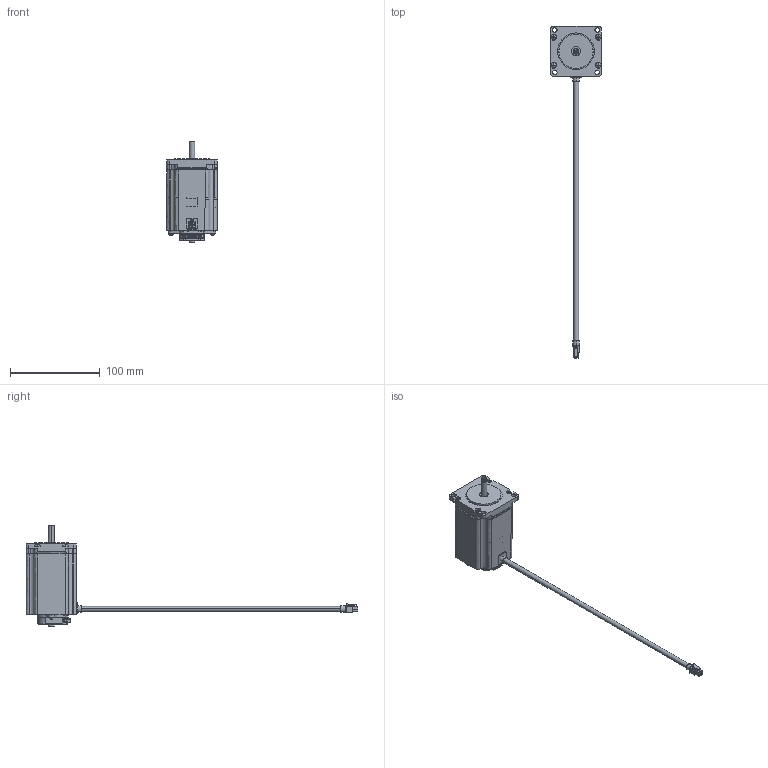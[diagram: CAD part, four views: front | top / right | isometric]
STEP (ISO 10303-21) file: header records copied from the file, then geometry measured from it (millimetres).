
FILE_DESCRIPTION (( 'STEP AP214' ), '1' );
FILE_NAME ('STP-MTRH-23079E.STEP', '2018-08-16T14:57:03', ( '' ), ( '' ), 'SwSTEP 2.0', 'SolidWorks 2017', '' );
FILE_SCHEMA (( 'AUTOMOTIVE_DESIGN' ));
Length unit declared in the file: inch
Products named in the file (1): STP-MTRH-23079E
Bounding box: 56.06 x 368.88 x 112.33 mm (x, y, z)
Volume: 217257.1 mm3; surface area: 49382 mm2
Topology: 12 solids, 26 shells, 2014 faces, 5738 edges, 3786 vertices
Faces by surface type: plane 1158, cylinder 506, cone 179, bspline 159, torus 12
Entity records: 97184 total; most frequent: CARTESIAN_POINT 19015, ORIENTED_EDGE 11460, DIRECTION 10069, EDGE_CURVE 5730, VERTEX_POINT 3786, VECTOR 3423, LINE 3423, AXIS2_PLACEMENT_3D 3323
